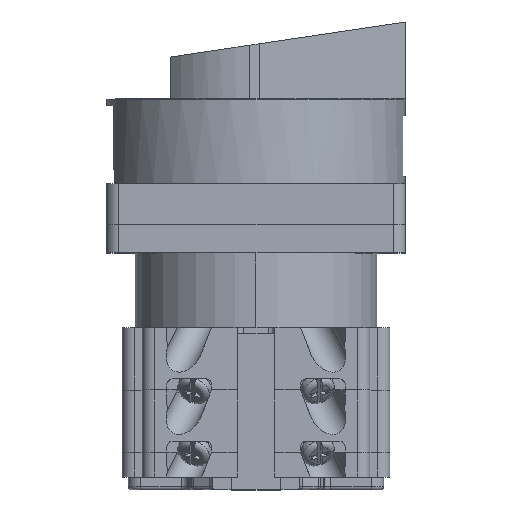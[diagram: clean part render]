
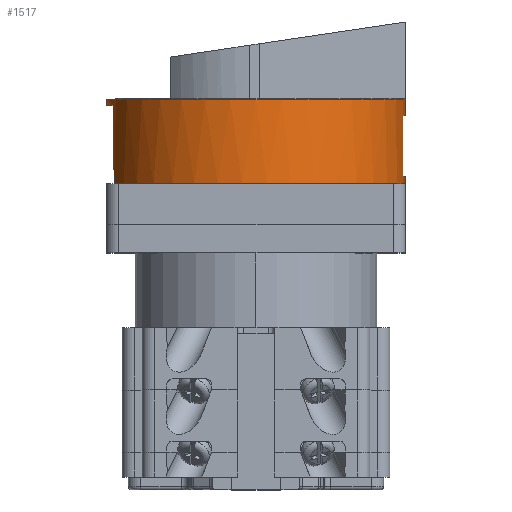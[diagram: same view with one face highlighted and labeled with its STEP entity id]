
A CAD part, top view. The second image highlights one B-rep face of the part: STEP entity #1517.
In plain terms, the highlighted cylindrical face has radius 23.925 mm (diameter 47.85 mm), a partial arc.
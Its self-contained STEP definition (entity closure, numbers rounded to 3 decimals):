
#506 = CARTESIAN_POINT ( 'NONE',  ( 23.925, 0., 7.8 ) ) ;
#1160 = DIRECTION ( 'NONE',  ( 0., 0., -1. ) ) ;
#1517 = ADVANCED_FACE ( 'NONE', ( #3393 ), #12443, .T. ) ;
#2016 = EDGE_CURVE ( 'NONE', #25616, #2866, #27367, .T. ) ;
#2079 = CARTESIAN_POINT ( 'NONE',  ( -23.925, 0., 19.2 ) ) ;
#2369 = AXIS2_PLACEMENT_3D ( 'NONE', #5142, #21039, #18973 ) ;
#2500 = EDGE_CURVE ( 'NONE', #26757, #10946, #11276, .T. ) ;
#2684 = DIRECTION ( 'NONE',  ( 0., 0., -1. ) ) ;
#2742 = VECTOR ( 'NONE', #23451, 1000. ) ;
#2840 = CIRCLE ( 'NONE', #2369, 23.925 ) ;
#2866 = VERTEX_POINT ( 'NONE', #3063 ) ;
#3063 = CARTESIAN_POINT ( 'NONE',  ( 23.588, -4., 17.6 ) ) ;
#3319 = EDGE_CURVE ( 'NONE', #10946, #19108, #15454, .T. ) ;
#3393 = FACE_OUTER_BOUND ( 'NONE', #11211, .T. ) ;
#3755 = CARTESIAN_POINT ( 'NONE',  ( -22.94, -6.794, 19.2 ) ) ;
#4148 = DIRECTION ( 'NONE',  ( 0., 0., -1. ) ) ;
#5142 = CARTESIAN_POINT ( 'NONE',  ( 0., 0., 7.8 ) ) ;
#5316 = ORIENTED_EDGE ( 'NONE', *, *, #6305, .F. ) ;
#5352 = DIRECTION ( 'NONE',  ( 0., 0., 1. ) ) ;
#5646 = LINE ( 'NONE', #12333, #2742 ) ;
#5972 = ORIENTED_EDGE ( 'NONE', *, *, #6037, .F. ) ;
#6037 = EDGE_CURVE ( 'NONE', #28484, #28450, #12262, .T. ) ;
#6089 = CARTESIAN_POINT ( 'NONE',  ( 23.925, 0., 20.2 ) ) ;
#6165 = EDGE_CURVE ( 'NONE', #2866, #9352, #21081, .T. ) ;
#6305 = EDGE_CURVE ( 'NONE', #28450, #25616, #5646, .T. ) ;
#7216 = ORIENTED_EDGE ( 'NONE', *, *, #3319, .T. ) ;
#7844 = ORIENTED_EDGE ( 'NONE', *, *, #17776, .T. ) ;
#8641 = CARTESIAN_POINT ( 'NONE',  ( 0., 0., 20.2 ) ) ;
#9352 = VERTEX_POINT ( 'NONE', #9814 ) ;
#9524 = DIRECTION ( 'NONE',  ( 0., -1., 0. ) ) ;
#9814 = CARTESIAN_POINT ( 'NONE',  ( 23.588, -4., 7.8 ) ) ;
#10270 = CARTESIAN_POINT ( 'NONE',  ( 23.925, 0., 20.2 ) ) ;
#10946 = VERTEX_POINT ( 'NONE', #11486 ) ;
#11068 = AXIS2_PLACEMENT_3D ( 'NONE', #18101, #29381, #29236 ) ;
#11139 = ORIENTED_EDGE ( 'NONE', *, *, #2500, .T. ) ;
#11211 = EDGE_LOOP ( 'NONE', ( #5316, #5972, #7844, #11139, #7216, #14213, #11598, #25461, #24889, #17633 ) ) ;
#11276 = CIRCLE ( 'NONE', #22182, 23.925 ) ;
#11486 = CARTESIAN_POINT ( 'NONE',  ( -22.94, -6.794, 19.2 ) ) ;
#11559 = CARTESIAN_POINT ( 'NONE',  ( 23.925, 0., 6.6 ) ) ;
#11598 = ORIENTED_EDGE ( 'NONE', *, *, #15049, .F. ) ;
#12262 = CIRCLE ( 'NONE', #13694, 23.925 ) ;
#12333 = CARTESIAN_POINT ( 'NONE',  ( 23.925, 0., 20.2 ) ) ;
#12443 = CYLINDRICAL_SURFACE ( 'NONE', #19740, 23.925 ) ;
#12668 = CARTESIAN_POINT ( 'NONE',  ( -22.885, -6.98, 14.984 ) ) ;
#13167 = VECTOR ( 'NONE', #2684, 1000. ) ;
#13471 = VERTEX_POINT ( 'NONE', #506 ) ;
#13694 = AXIS2_PLACEMENT_3D ( 'NONE', #8641, #20053, #15932 ) ;
#13843 = CARTESIAN_POINT ( 'NONE',  ( 23.588, -4., 20.2 ) ) ;
#14213 = ORIENTED_EDGE ( 'NONE', *, *, #19551, .T. ) ;
#14656 = EDGE_CURVE ( 'NONE', #9352, #13471, #2840, .T. ) ;
#14925 = CARTESIAN_POINT ( 'NONE',  ( -22.768, -7.35, 6.6 ) ) ;
#15049 = EDGE_CURVE ( 'NONE', #13471, #27198, #15320, .T. ) ;
#15185 = LINE ( 'NONE', #29110, #22926 ) ;
#15244 = DIRECTION ( 'NONE',  ( 0., 0., -1. ) ) ;
#15320 = LINE ( 'NONE', #6089, #24650 ) ;
#15454 =( BOUNDED_CURVE ( )  B_SPLINE_CURVE ( 3, ( #3755, #12668, #17150, #14925 ),
 .UNSPECIFIED., .F., .F. ) 
 B_SPLINE_CURVE_WITH_KNOTS ( ( 4, 4 ),
 ( 5., 5.025 ),
 .UNSPECIFIED. ) 
 CURVE ( )  GEOMETRIC_REPRESENTATION_ITEM ( )  RATIONAL_B_SPLINE_CURVE ( ( 1., 1., 1., 1. ) ) 
 REPRESENTATION_ITEM ( '' )  );
#15932 = DIRECTION ( 'NONE',  ( 1., 0., 0. ) ) ;
#17105 = DIRECTION ( 'NONE',  ( 0., 0., -1. ) ) ;
#17150 = CARTESIAN_POINT ( 'NONE',  ( -22.828, -7.165, 10.784 ) ) ;
#17317 = DIRECTION ( 'NONE',  ( -1., 0., 0. ) ) ;
#17633 = ORIENTED_EDGE ( 'NONE', *, *, #2016, .F. ) ;
#17776 = EDGE_CURVE ( 'NONE', #28484, #26757, #15185, .T. ) ;
#18101 = CARTESIAN_POINT ( 'NONE',  ( 0., 0., 6.6 ) ) ;
#18973 = DIRECTION ( 'NONE',  ( 0., -1., 0. ) ) ;
#19108 = VERTEX_POINT ( 'NONE', #24654 ) ;
#19276 = AXIS2_PLACEMENT_3D ( 'NONE', #22192, #15244, #17317 ) ;
#19551 = EDGE_CURVE ( 'NONE', #19108, #27198, #25779, .T. ) ;
#19740 = AXIS2_PLACEMENT_3D ( 'NONE', #21498, #1160, #28328 ) ;
#20053 = DIRECTION ( 'NONE',  ( 0., 0., 1. ) ) ;
#21039 = DIRECTION ( 'NONE',  ( 0., 0., 1. ) ) ;
#21081 = LINE ( 'NONE', #13843, #13167 ) ;
#21241 = CARTESIAN_POINT ( 'NONE',  ( 0., 0., 19.2 ) ) ;
#21498 = CARTESIAN_POINT ( 'NONE',  ( 0., 0., 20.2 ) ) ;
#22182 = AXIS2_PLACEMENT_3D ( 'NONE', #21241, #5352, #9524 ) ;
#22192 = CARTESIAN_POINT ( 'NONE',  ( 0., 0., 17.6 ) ) ;
#22926 = VECTOR ( 'NONE', #4148, 1000. ) ;
#23451 = DIRECTION ( 'NONE',  ( 0., 0., -1. ) ) ;
#23896 = CARTESIAN_POINT ( 'NONE',  ( 23.925, 0., 17.6 ) ) ;
#24650 = VECTOR ( 'NONE', #17105, 1000. ) ;
#24654 = CARTESIAN_POINT ( 'NONE',  ( -22.768, -7.35, 6.6 ) ) ;
#24889 = ORIENTED_EDGE ( 'NONE', *, *, #6165, .F. ) ;
#25461 = ORIENTED_EDGE ( 'NONE', *, *, #14656, .F. ) ;
#25616 = VERTEX_POINT ( 'NONE', #23896 ) ;
#25779 = CIRCLE ( 'NONE', #11068, 23.925 ) ;
#26757 = VERTEX_POINT ( 'NONE', #2079 ) ;
#27198 = VERTEX_POINT ( 'NONE', #11559 ) ;
#27367 = CIRCLE ( 'NONE', #19276, 23.925 ) ;
#27960 = CARTESIAN_POINT ( 'NONE',  ( -23.925, 0., 20.2 ) ) ;
#28328 = DIRECTION ( 'NONE',  ( -1., 0., 0. ) ) ;
#28450 = VERTEX_POINT ( 'NONE', #10270 ) ;
#28484 = VERTEX_POINT ( 'NONE', #27960 ) ;
#29110 = CARTESIAN_POINT ( 'NONE',  ( -23.925, 0., 20.2 ) ) ;
#29236 = DIRECTION ( 'NONE',  ( -1., 0., 0. ) ) ;
#29381 = DIRECTION ( 'NONE',  ( 0., 0., 1. ) ) ;
